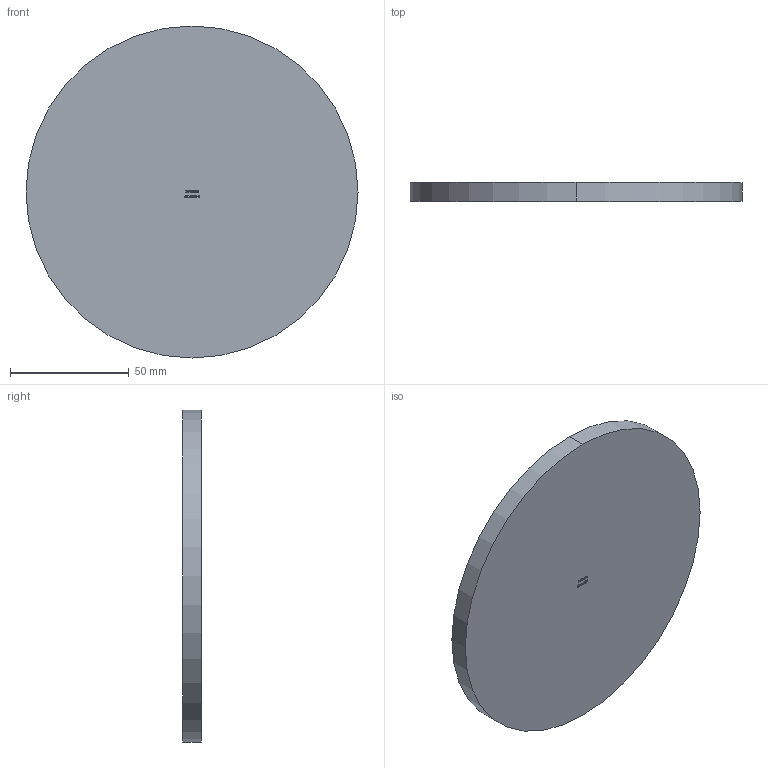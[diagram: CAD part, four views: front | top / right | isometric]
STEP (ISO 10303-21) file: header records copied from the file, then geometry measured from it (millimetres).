
FILE_DESCRIPTION (( 'STEP AP203' ), '1' );
FILE_NAME ('53140-240-8.step', '2020-10-16T11:33:06', ( '' ), ( '' ), 'SwSTEP 2.0', 'SolidWorks 2018', '' );
FILE_SCHEMA (( 'CONFIG_CONTROL_DESIGN' ));
Length unit declared in the file: millimetre
Products named in the file (2): 53140-240-8
Bounding box: 140 x 8 x 140 mm (x, y, z)
Volume: 123150.2 mm3; surface area: 34312.4 mm2
Topology: 1 solids, 1 shells, 252 faces, 666 edges, 444 vertices
Faces by surface type: plane 139, bspline 111, cylinder 2
Entity records: 13995 total; most frequent: CARTESIAN_POINT 8347, ORIENTED_EDGE 1332, DIRECTION 734, EDGE_CURVE 666, VERTEX_POINT 444, LINE 440, VECTOR 440, EDGE_LOOP 280
